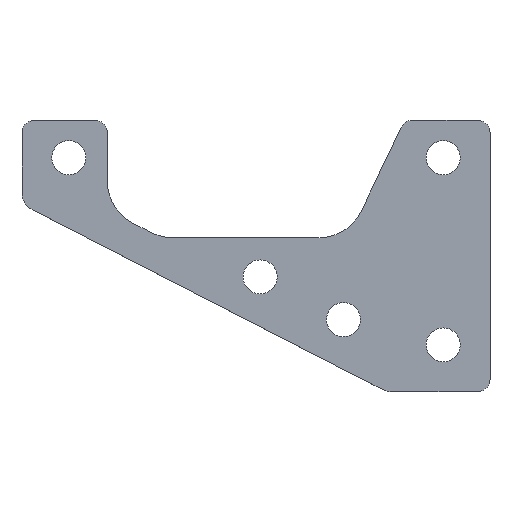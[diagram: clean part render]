
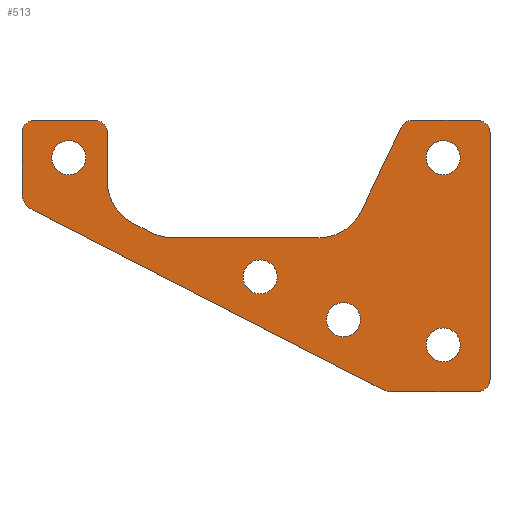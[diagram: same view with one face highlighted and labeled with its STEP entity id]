
A CAD part, top view. The second image highlights one B-rep face of the part: STEP entity #513.
In plain terms, the highlighted planar face has unit normal (0, 0, 1).
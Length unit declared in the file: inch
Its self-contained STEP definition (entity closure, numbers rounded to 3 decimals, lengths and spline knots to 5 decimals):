
#15=FACE_BOUND('',#67,.T.);
#16=FACE_BOUND('',#68,.T.);
#17=FACE_BOUND('',#69,.T.);
#18=FACE_BOUND('',#70,.T.);
#19=FACE_BOUND('',#71,.T.);
#26=PLANE('',#556);
#39=FACE_OUTER_BOUND('',#66,.T.);
#66=EDGE_LOOP('',(#354,#355,#356,#357,#358,#359,#360,#361,#362,#363,#364,
#365,#366,#367,#368,#369,#370,#371,#372,#373));
#67=EDGE_LOOP('',(#374));
#68=EDGE_LOOP('',(#375));
#69=EDGE_LOOP('',(#376));
#70=EDGE_LOOP('',(#377));
#71=EDGE_LOOP('',(#378));
#103=LINE('',#782,#148);
#106=LINE('',#788,#151);
#107=LINE('',#792,#152);
#108=LINE('',#796,#153);
#109=LINE('',#800,#154);
#110=LINE('',#804,#155);
#111=LINE('',#808,#156);
#112=LINE('',#812,#157);
#113=LINE('',#816,#158);
#114=LINE('',#820,#159);
#148=VECTOR('',#621,0.3937);
#151=VECTOR('',#626,0.3937);
#152=VECTOR('',#629,0.3937);
#153=VECTOR('',#632,0.3937);
#154=VECTOR('',#635,0.3937);
#155=VECTOR('',#638,0.3937);
#156=VECTOR('',#641,0.3937);
#157=VECTOR('',#644,0.3937);
#158=VECTOR('',#647,0.3937);
#159=VECTOR('',#650,0.3937);
#191=CIRCLE('',#553,0.1);
#193=CIRCLE('',#557,0.0675);
#194=CIRCLE('',#558,0.0675);
#195=CIRCLE('',#559,0.0675);
#196=CIRCLE('',#560,0.25);
#197=CIRCLE('',#561,0.25);
#198=CIRCLE('',#562,0.25);
#199=CIRCLE('',#563,0.0675);
#200=CIRCLE('',#564,0.0675);
#201=CIRCLE('',#565,0.1);
#202=CIRCLE('',#566,0.091);
#203=CIRCLE('',#567,0.091);
#204=CIRCLE('',#568,0.091);
#205=CIRCLE('',#569,0.091);
#206=CIRCLE('',#570,0.091);
#221=VERTEX_POINT('',#772);
#222=VERTEX_POINT('',#773);
#225=VERTEX_POINT('',#781);
#227=VERTEX_POINT('',#787);
#228=VERTEX_POINT('',#789);
#229=VERTEX_POINT('',#791);
#230=VERTEX_POINT('',#793);
#231=VERTEX_POINT('',#795);
#232=VERTEX_POINT('',#797);
#233=VERTEX_POINT('',#799);
#234=VERTEX_POINT('',#801);
#235=VERTEX_POINT('',#803);
#236=VERTEX_POINT('',#805);
#237=VERTEX_POINT('',#807);
#238=VERTEX_POINT('',#809);
#239=VERTEX_POINT('',#811);
#240=VERTEX_POINT('',#813);
#241=VERTEX_POINT('',#815);
#242=VERTEX_POINT('',#817);
#243=VERTEX_POINT('',#819);
#244=VERTEX_POINT('',#822);
#245=VERTEX_POINT('',#824);
#246=VERTEX_POINT('',#826);
#247=VERTEX_POINT('',#828);
#248=VERTEX_POINT('',#830);
#271=EDGE_CURVE('',#221,#222,#191,.T.);
#275=EDGE_CURVE('',#225,#222,#103,.T.);
#278=EDGE_CURVE('',#221,#227,#106,.T.);
#279=EDGE_CURVE('',#228,#227,#193,.T.);
#280=EDGE_CURVE('',#228,#229,#107,.T.);
#281=EDGE_CURVE('',#230,#229,#194,.T.);
#282=EDGE_CURVE('',#230,#231,#108,.T.);
#283=EDGE_CURVE('',#232,#231,#195,.T.);
#284=EDGE_CURVE('',#232,#233,#109,.T.);
#285=EDGE_CURVE('',#234,#233,#196,.T.);
#286=EDGE_CURVE('',#234,#235,#110,.T.);
#287=EDGE_CURVE('',#236,#235,#197,.T.);
#288=EDGE_CURVE('',#236,#237,#111,.T.);
#289=EDGE_CURVE('',#238,#237,#198,.T.);
#290=EDGE_CURVE('',#238,#239,#112,.T.);
#291=EDGE_CURVE('',#240,#239,#199,.T.);
#292=EDGE_CURVE('',#240,#241,#113,.T.);
#293=EDGE_CURVE('',#242,#241,#200,.T.);
#294=EDGE_CURVE('',#242,#243,#114,.T.);
#295=EDGE_CURVE('',#225,#243,#201,.T.);
#296=EDGE_CURVE('',#244,#244,#202,.T.);
#297=EDGE_CURVE('',#245,#245,#203,.T.);
#298=EDGE_CURVE('',#246,#246,#204,.T.);
#299=EDGE_CURVE('',#247,#247,#205,.T.);
#300=EDGE_CURVE('',#248,#248,#206,.T.);
#354=ORIENTED_EDGE('',*,*,#271,.F.);
#355=ORIENTED_EDGE('',*,*,#278,.T.);
#356=ORIENTED_EDGE('',*,*,#279,.F.);
#357=ORIENTED_EDGE('',*,*,#280,.T.);
#358=ORIENTED_EDGE('',*,*,#281,.F.);
#359=ORIENTED_EDGE('',*,*,#282,.T.);
#360=ORIENTED_EDGE('',*,*,#283,.F.);
#361=ORIENTED_EDGE('',*,*,#284,.T.);
#362=ORIENTED_EDGE('',*,*,#285,.F.);
#363=ORIENTED_EDGE('',*,*,#286,.T.);
#364=ORIENTED_EDGE('',*,*,#287,.F.);
#365=ORIENTED_EDGE('',*,*,#288,.T.);
#366=ORIENTED_EDGE('',*,*,#289,.F.);
#367=ORIENTED_EDGE('',*,*,#290,.T.);
#368=ORIENTED_EDGE('',*,*,#291,.F.);
#369=ORIENTED_EDGE('',*,*,#292,.T.);
#370=ORIENTED_EDGE('',*,*,#293,.F.);
#371=ORIENTED_EDGE('',*,*,#294,.T.);
#372=ORIENTED_EDGE('',*,*,#295,.F.);
#373=ORIENTED_EDGE('',*,*,#275,.T.);
#374=ORIENTED_EDGE('',*,*,#296,.T.);
#375=ORIENTED_EDGE('',*,*,#297,.T.);
#376=ORIENTED_EDGE('',*,*,#298,.T.);
#377=ORIENTED_EDGE('',*,*,#299,.T.);
#378=ORIENTED_EDGE('',*,*,#300,.T.);
#513=ADVANCED_FACE('',(#39,#15,#16,#17,#18,#19),#26,.T.);
#553=AXIS2_PLACEMENT_3D('',#774,#613,#614);
#556=AXIS2_PLACEMENT_3D('',#786,#624,#625);
#557=AXIS2_PLACEMENT_3D('',#790,#627,#628);
#558=AXIS2_PLACEMENT_3D('',#794,#630,#631);
#559=AXIS2_PLACEMENT_3D('',#798,#633,#634);
#560=AXIS2_PLACEMENT_3D('',#802,#636,#637);
#561=AXIS2_PLACEMENT_3D('',#806,#639,#640);
#562=AXIS2_PLACEMENT_3D('',#810,#642,#643);
#563=AXIS2_PLACEMENT_3D('',#814,#645,#646);
#564=AXIS2_PLACEMENT_3D('',#818,#648,#649);
#565=AXIS2_PLACEMENT_3D('',#821,#651,#652);
#566=AXIS2_PLACEMENT_3D('',#823,#653,#654);
#567=AXIS2_PLACEMENT_3D('',#825,#655,#656);
#568=AXIS2_PLACEMENT_3D('',#827,#657,#658);
#569=AXIS2_PLACEMENT_3D('',#829,#659,#660);
#570=AXIS2_PLACEMENT_3D('',#831,#661,#662);
#613=DIRECTION('center_axis',(0.,0.,-1.));
#614=DIRECTION('ref_axis',(-0.235,-0.972,0.));
#621=DIRECTION('',(0.89,-0.456,0.));
#624=DIRECTION('center_axis',(0.,0.,1.));
#625=DIRECTION('ref_axis',(1.,0.,0.));
#626=DIRECTION('',(1.,0.,0.));
#627=DIRECTION('center_axis',(0.,0.,-1.));
#628=DIRECTION('ref_axis',(0.707,-0.707,0.));
#629=DIRECTION('',(0.,1.,0.));
#630=DIRECTION('center_axis',(0.,0.,-1.));
#631=DIRECTION('ref_axis',(0.707,0.707,0.));
#632=DIRECTION('',(-1.,0.,0.));
#633=DIRECTION('center_axis',(0.,0.,-1.));
#634=DIRECTION('ref_axis',(-0.533,0.846,0.));
#635=DIRECTION('',(-0.431,-0.902,0.));
#636=DIRECTION('center_axis',(0.,0.,1.));
#637=DIRECTION('ref_axis',(0.533,-0.846,0.));
#638=DIRECTION('',(-1.,0.,0.));
#639=DIRECTION('center_axis',(0.,0.,1.));
#640=DIRECTION('ref_axis',(-0.235,-0.972,0.));
#641=DIRECTION('',(-0.89,0.456,0.));
#642=DIRECTION('center_axis',(0.,0.,1.));
#643=DIRECTION('ref_axis',(-0.853,-0.521,0.));
#644=DIRECTION('',(0.,1.,0.));
#645=DIRECTION('center_axis',(0.,0.,-1.));
#646=DIRECTION('ref_axis',(0.707,0.707,0.));
#647=DIRECTION('',(-1.,0.,0.));
#648=DIRECTION('center_axis',(0.,0.,-1.));
#649=DIRECTION('ref_axis',(-0.707,0.707,0.));
#650=DIRECTION('',(0.,-1.,0.));
#651=DIRECTION('center_axis',(0.,0.,-1.));
#652=DIRECTION('ref_axis',(-0.853,-0.521,0.));
#653=DIRECTION('center_axis',(0.,0.,-1.));
#654=DIRECTION('ref_axis',(-1.,0.,0.));
#655=DIRECTION('center_axis',(0.,0.,-1.));
#656=DIRECTION('ref_axis',(-1.,0.,0.));
#657=DIRECTION('center_axis',(0.,0.,-1.));
#658=DIRECTION('ref_axis',(1.,0.,0.));
#659=DIRECTION('center_axis',(0.,0.,-1.));
#660=DIRECTION('ref_axis',(1.,0.,0.));
#661=DIRECTION('center_axis',(0.,0.,-1.));
#662=DIRECTION('ref_axis',(1.,0.,0.));
#772=CARTESIAN_POINT('',(1.63167,-0.70839,0.0625));
#773=CARTESIAN_POINT('',(1.58604,-0.69737,0.0625));
#774=CARTESIAN_POINT('Origin',(1.63167,-0.60839,0.0625));
#781=CARTESIAN_POINT('',(-0.28811,0.26373,0.0625));
#782=CARTESIAN_POINT('',(-0.34248,0.29161,0.0625));
#786=CARTESIAN_POINT('Origin',(0.90752,0.01661,0.0625));
#787=CARTESIAN_POINT('',(2.09002,-0.70839,0.0625));
#788=CARTESIAN_POINT('',(2.15752,-0.70839,0.0625));
#789=CARTESIAN_POINT('',(2.15752,-0.64089,0.0625));
#790=CARTESIAN_POINT('Origin',(2.09002,-0.64089,0.0625));
#791=CARTESIAN_POINT('',(2.15752,0.67411,0.0625));
#792=CARTESIAN_POINT('',(2.15752,0.74161,0.0625));
#793=CARTESIAN_POINT('',(2.09002,0.74161,0.0625));
#794=CARTESIAN_POINT('Origin',(2.09002,0.67411,0.0625));
#795=CARTESIAN_POINT('',(1.74408,0.74161,0.0625));
#796=CARTESIAN_POINT('',(1.70152,0.74161,0.0625));
#797=CARTESIAN_POINT('',(1.68317,0.70321,0.0625));
#798=CARTESIAN_POINT('Origin',(1.74408,0.67411,0.0625));
#799=CARTESIAN_POINT('',(1.46948,0.25611,0.0625));
#800=CARTESIAN_POINT('',(1.40152,0.11391,0.0625));
#801=CARTESIAN_POINT('',(1.24392,0.11391,0.0625));
#802=CARTESIAN_POINT('Origin',(1.24392,0.36391,0.0625));
#803=CARTESIAN_POINT('',(0.46189,0.11391,0.0625));
#804=CARTESIAN_POINT('',(0.40152,0.11391,0.0625));
#805=CARTESIAN_POINT('',(0.34781,0.14146,0.0625));
#806=CARTESIAN_POINT('Origin',(0.46189,0.36391,0.0625));
#807=CARTESIAN_POINT('',(0.24944,0.1919,0.0625));
#808=CARTESIAN_POINT('',(0.11352,0.26161,0.0625));
#809=CARTESIAN_POINT('',(0.11352,0.41436,0.0625));
#810=CARTESIAN_POINT('Origin',(0.36352,0.41436,0.0625));
#811=CARTESIAN_POINT('',(0.11352,0.67411,0.0625));
#812=CARTESIAN_POINT('',(0.11352,0.26161,0.0625));
#813=CARTESIAN_POINT('',(0.04602,0.74161,0.0625));
#814=CARTESIAN_POINT('Origin',(0.04602,0.67411,0.0625));
#815=CARTESIAN_POINT('',(-0.27498,0.74161,0.0625));
#816=CARTESIAN_POINT('',(-0.34248,0.74161,0.0625));
#817=CARTESIAN_POINT('',(-0.34248,0.67411,0.0625));
#818=CARTESIAN_POINT('Origin',(-0.27498,0.67411,0.0625));
#819=CARTESIAN_POINT('',(-0.34248,0.35271,0.0625));
#820=CARTESIAN_POINT('',(-0.34248,0.74161,0.0625));
#821=CARTESIAN_POINT('Origin',(-0.24248,0.35271,0.0625));
#822=CARTESIAN_POINT('',(1.02046,-0.09517,0.0625));
#823=CARTESIAN_POINT('Origin',(0.92946,-0.09517,0.0625));
#824=CARTESIAN_POINT('',(1.46537,-0.32333,0.0625));
#825=CARTESIAN_POINT('Origin',(1.37437,-0.32333,0.0625));
#826=CARTESIAN_POINT('',(-0.18348,0.54161,0.0625));
#827=CARTESIAN_POINT('Origin',(-0.09248,0.54161,0.0625));
#828=CARTESIAN_POINT('',(1.81652,-0.45839,0.0625));
#829=CARTESIAN_POINT('Origin',(1.90752,-0.45839,0.0625));
#830=CARTESIAN_POINT('',(1.81652,0.54161,0.0625));
#831=CARTESIAN_POINT('Origin',(1.90752,0.54161,0.0625));
